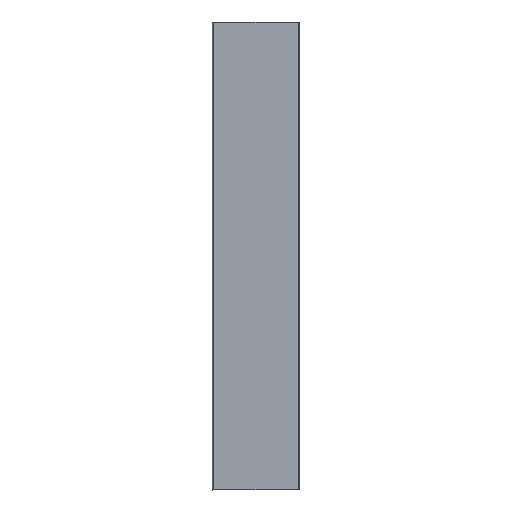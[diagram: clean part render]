
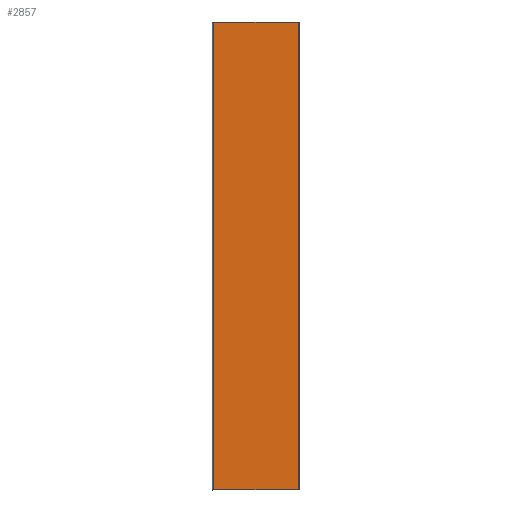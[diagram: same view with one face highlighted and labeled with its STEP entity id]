
A CAD part, top view. The second image highlights one B-rep face of the part: STEP entity #2857.
In plain terms, the highlighted planar face has unit normal (0, 0, 1).
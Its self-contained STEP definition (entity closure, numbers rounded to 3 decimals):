
#46 = LINE ( 'NONE', #2619, #2004 ) ;
#59 = DIRECTION ( 'NONE',  ( 0., -1., 0. ) ) ;
#202 = EDGE_CURVE ( 'NONE', #2330, #2812, #46, .T. ) ;
#297 = EDGE_CURVE ( 'NONE', #2375, #1106, #2476, .T. ) ;
#329 = DIRECTION ( 'NONE',  ( 0., 0., -1. ) ) ;
#373 = DIRECTION ( 'NONE',  ( -1., 0., 0. ) ) ;
#386 = FACE_OUTER_BOUND ( 'NONE', #1877, .T. ) ;
#695 = AXIS2_PLACEMENT_3D ( 'NONE', #2538, #329, #373 ) ;
#860 = EDGE_CURVE ( 'NONE', #2375, #2812, #1945, .T. ) ;
#968 = LINE ( 'NONE', #2415, #2411 ) ;
#1009 = ORIENTED_EDGE ( 'NONE', *, *, #1895, .T. ) ;
#1104 = VECTOR ( 'NONE', #2941, 1000. ) ;
#1106 = VERTEX_POINT ( 'NONE', #2656 ) ;
#1219 = CARTESIAN_POINT ( 'NONE',  ( 110.3, 598., 0. ) ) ;
#1416 = DIRECTION ( 'NONE',  ( 1., 0., 0. ) ) ;
#1477 = CARTESIAN_POINT ( 'NONE',  ( 1.7, 0., 0. ) ) ;
#1719 = CARTESIAN_POINT ( 'NONE',  ( 110.3, 598., 0. ) ) ;
#1772 = CARTESIAN_POINT ( 'NONE',  ( 0., 598., 0. ) ) ;
#1877 = EDGE_LOOP ( 'NONE', ( #1009, #2997, #2211, #2761 ) ) ;
#1895 = EDGE_CURVE ( 'NONE', #1106, #2330, #968, .T. ) ;
#1945 = LINE ( 'NONE', #1719, #3109 ) ;
#2004 = VECTOR ( 'NONE', #1416, 1000. ) ;
#2211 = ORIENTED_EDGE ( 'NONE', *, *, #860, .F. ) ;
#2330 = VERTEX_POINT ( 'NONE', #1477 ) ;
#2375 = VERTEX_POINT ( 'NONE', #1219 ) ;
#2411 = VECTOR ( 'NONE', #2649, 1000. ) ;
#2415 = CARTESIAN_POINT ( 'NONE',  ( 1.7, 598., 0. ) ) ;
#2476 = LINE ( 'NONE', #1772, #1104 ) ;
#2491 = PLANE ( 'NONE',  #695 ) ;
#2538 = CARTESIAN_POINT ( 'NONE',  ( 0., 0., 0. ) ) ;
#2619 = CARTESIAN_POINT ( 'NONE',  ( 0., 0., 0. ) ) ;
#2649 = DIRECTION ( 'NONE',  ( 0., -1., 0. ) ) ;
#2656 = CARTESIAN_POINT ( 'NONE',  ( 1.7, 598., 0. ) ) ;
#2761 = ORIENTED_EDGE ( 'NONE', *, *, #297, .T. ) ;
#2812 = VERTEX_POINT ( 'NONE', #2956 ) ;
#2857 = ADVANCED_FACE ( 'NONE', ( #386 ), #2491, .F. ) ;
#2941 = DIRECTION ( 'NONE',  ( -1., 0., 0. ) ) ;
#2956 = CARTESIAN_POINT ( 'NONE',  ( 110.3, 0., 0. ) ) ;
#2997 = ORIENTED_EDGE ( 'NONE', *, *, #202, .T. ) ;
#3109 = VECTOR ( 'NONE', #59, 1000. ) ;
